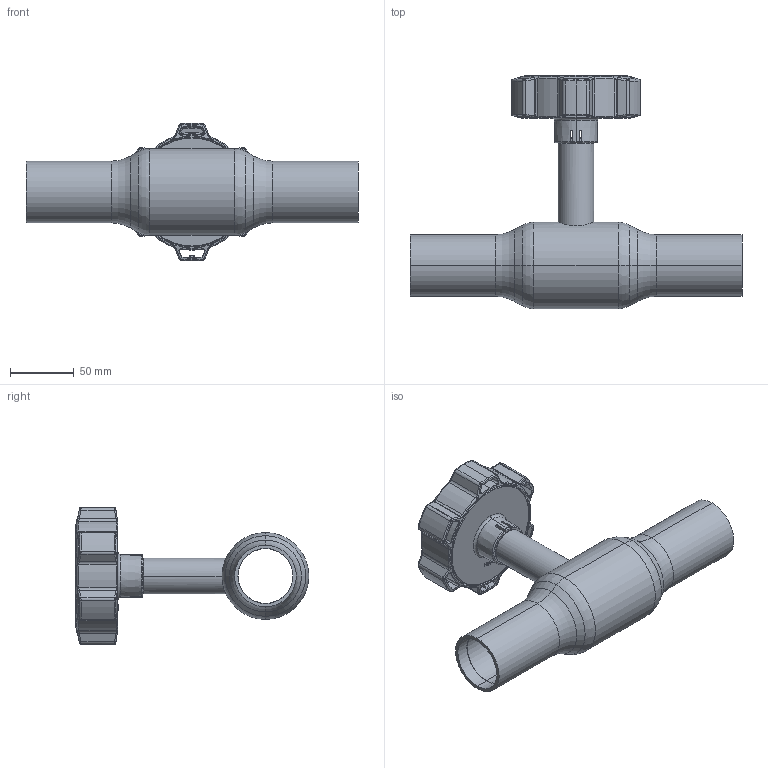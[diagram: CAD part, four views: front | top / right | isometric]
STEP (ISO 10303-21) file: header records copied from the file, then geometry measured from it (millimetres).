
FILE_DESCRIPTION (( 'STEP AP214' ), '1' );
FILE_NAME ('1040003001-2201.step', '2023-09-12T09:58:51', ( '' ), ( '' ), 'SwSTEP 2.0', 'SolidWorks 2021', '' );
FILE_SCHEMA (( 'AUTOMOTIVE_DESIGN' ));
Length unit declared in the file: millimetre
Products named in the file (1): 1040003001-2201
Bounding box: 260 x 183.05 x 107.98 mm (x, y, z)
Surface area: 113044.6 mm2 (no closed solid volume)
Topology: 0 solids, 7 shells, 488 faces, 1401 edges, 893 vertices
Faces by surface type: bspline 152, cylinder 119, plane 99, torus 67, cone 45, sphere 6
Entity records: 29060 total; most frequent: CARTESIAN_POINT 12403, ORIENTED_EDGE 2493, DIRECTION 1983, EDGE_CURVE 1401, VERTEX_POINT 893, AXIS2_PLACEMENT_3D 773, EDGE_LOOP 514, B_SPLINE_CURVE_WITH_KNOTS 505
